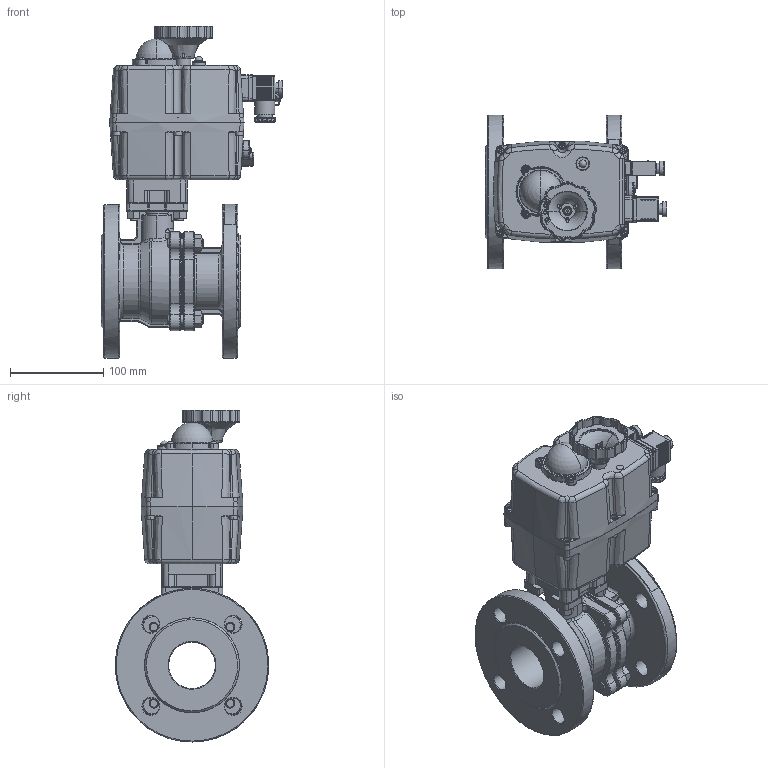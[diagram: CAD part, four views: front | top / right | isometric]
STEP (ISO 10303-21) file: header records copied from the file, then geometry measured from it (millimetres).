
FILE_DESCRIPTION(('HOOPS Exchange Step'),'2;1');
FILE_NAME('EK05_DN50.stp','2025-05-20T08:31:29+02:00',('nieru'),('Unknown organisation'),'HOOPS Exchange 2024.2','HOOPS Exchange','Unknown authorisation');
FILE_SCHEMA( ('AP203_CONFIGURATION_CONTROLLED_3D_DESIGN_OF_MECHANICAL_PARTS_AND_ASSEMBLIES_MIM_LF') );
Length unit declared in the file: millimetre
Products named in the file (4): 0; root
Assembly tree (3 placements, depth 3):
  root
    0
      0
      0
Bounding box: 195.36 x 164.76 x 356.95 mm (x, y, z)
Volume: 2939679.9 mm3; surface area: 431408.6 mm2
Topology: 56 solids, 56 shells, 3495 faces, 8649 edges, 5257 vertices
Faces by surface type: cylinder 1182, plane 795, bspline 682, torus 620, cone 177, sphere 39
Full cylindrical faces by diameter (mm): 2.204 x3, 7.825 x1, 9 x4, 11 x1, 11.516 x1, 14 x1, 14.894 x1, 16.5 x1, 18 x9, 22 x1, 26 x1, 28 x2, 30 x1, 35 x1, 36.194 x1, 39.9 x1, 102 x2, 103.4 x1, 165 x2
Entity records: 224128 total; most frequent: CARTESIAN_POINT 147234, ORIENTED_EDGE 17128, DIRECTION 14337, EDGE_CURVE 8564, AXIS2_PLACEMENT_3D 5801, VERTEX_POINT 5257, EDGE_LOOP 3735, FACE_BOUND 3735
